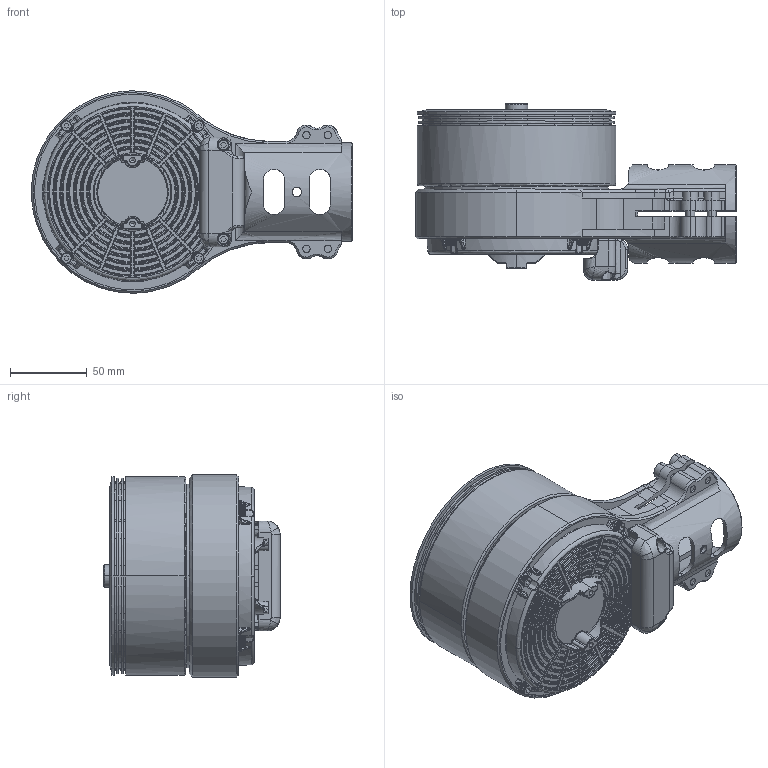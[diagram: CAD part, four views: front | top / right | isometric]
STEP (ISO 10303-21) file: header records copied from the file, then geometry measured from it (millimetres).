
FILE_DESCRIPTION(('FreeCAD Model'),'2;1');
FILE_NAME('Open CASCADE Shape Model','2025-04-27T02:17:09',('FreeCAD'),( 'FreeCAD'),'Open CASCADE STEP processor 7.6','FreeCAD','Unknown');
FILE_SCHEMA(('AUTOMOTIVE_DESIGN { 1 0 10303 214 1 1 1 1 }'));
Products named in the file (1): Open CASCADE STEP translator 7.6 1
Bounding box: 208.85 x 114.64 x 131.73 mm (x, y, z)
Volume: 1308708.6 mm3; surface area: 136152.5 mm2
Topology: 6 solids, 6 shells, 4753 faces, 12260 edges, 7482 vertices
Faces by surface type: bspline 4753
Entity records: 255722 total; most frequent: CARTESIAN_POINT 185084, ORIENTED_EDGE 23940, EDGE_CURVE 11970, B_SPLINE_CURVE_WITH_KNOTS 9728, VERTEX_POINT 7482, FACE_BOUND 5082, EDGE_LOOP 5082, ADVANCED_FACE 4753
